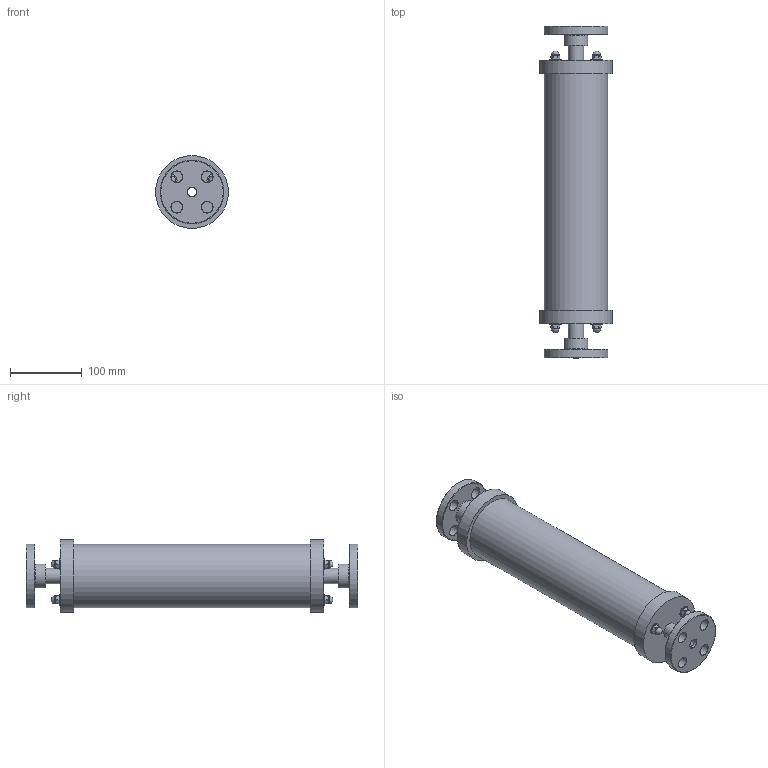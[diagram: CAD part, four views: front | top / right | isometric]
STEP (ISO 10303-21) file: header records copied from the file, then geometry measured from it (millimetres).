
FILE_DESCRIPTION((''),'2;1');
FILE_NAME('ACS#2-500-GCV-F_R0.stp','2017-07-24T15:26:34',('salesdesk5'),(''),'Autodesk Inventor 2009','Autodesk Inventor 2009','');
FILE_SCHEMA(('AUTOMOTIVE_DESIGN { 1 0 10303 214 1 1 1 1 }'));
Length unit declared in the file: inch
Products named in the file (1): ACS#2-500-GCV-F_R0
Bounding box: 101.6 x 463.55 x 101.6 mm (x, y, z)
Volume: 867247.8 mm3; surface area: 404263.8 mm2
Topology: 1 solids, 79 shells, 571 faces, 1233 edges, 776 vertices
Faces by surface type: bspline 380, cylinder 123, plane 39, torus 26, cone 3
Full cylindrical faces by diameter (mm): 6.35 x6, 6.746 x3, 7.137 x6, 13.36 x2, 15.875 x6, 16.002 x8, 33.541 x2, 43.18 x1, 45.999 x1, 50.013 x1, 52.07 x1, 81.28 x1, 82.55 x1, 88.9 x3, 90.17 x1, 101.6 x2
Entity records: 29033 total; most frequent: CARTESIAN_POINT 19599, ORIENTED_EDGE 2208, EDGE_CURVE 1104, DIRECTION 1017, VERTEX_POINT 741, EDGE_LOOP 726, B_SPLINE_CURVE_WITH_KNOTS 690, FACE_OUTER_BOUND 571
